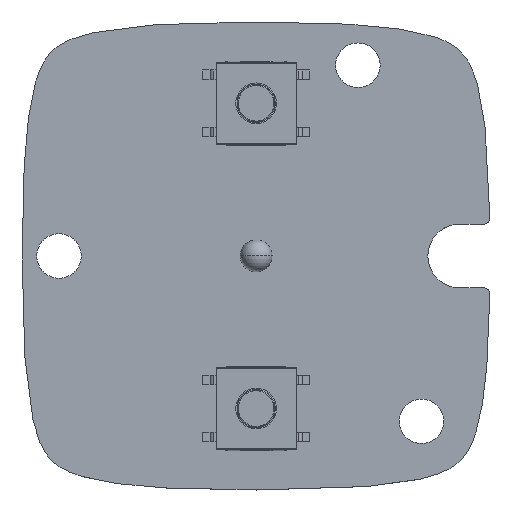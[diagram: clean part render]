
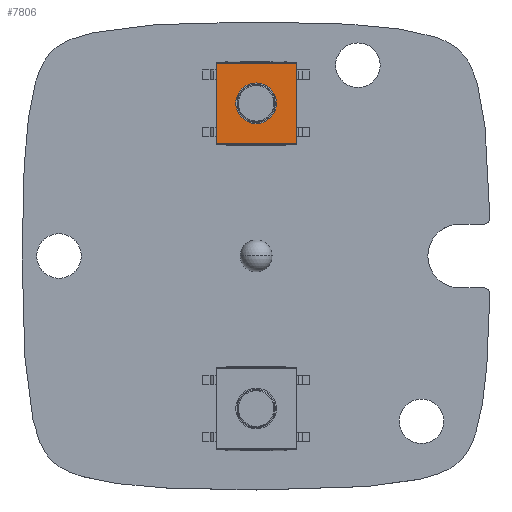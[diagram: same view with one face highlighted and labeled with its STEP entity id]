
A CAD part, top view. The second image highlights one B-rep face of the part: STEP entity #7806.
In plain terms, the highlighted planar face has unit normal (0, 0, 1).
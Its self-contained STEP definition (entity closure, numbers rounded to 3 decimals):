
#67 = CIRCLE ( 'NONE', #3717, 1.6 ) ;
#69 = CARTESIAN_POINT ( 'NONE',  ( 0., 12., 10.2 ) ) ;
#77 = VERTEX_POINT ( 'NONE', #8275 ) ;
#287 = AXIS2_PLACEMENT_3D ( 'NONE', #69, #8783, #6015 ) ;
#401 = VERTEX_POINT ( 'NONE', #3373 ) ;
#464 = PLANE ( 'NONE',  #3726 ) ;
#751 = ORIENTED_EDGE ( 'NONE', *, *, #6870, .F. ) ;
#1344 = EDGE_LOOP ( 'NONE', ( #4103, #9018, #3801, #751 ) ) ;
#1364 = VERTEX_POINT ( 'NONE', #6863 ) ;
#1394 = DIRECTION ( 'NONE',  ( -1., 0., 0. ) ) ;
#1509 = CARTESIAN_POINT ( 'NONE',  ( 3.15, 8.85, 10.2 ) ) ;
#1568 = DIRECTION ( 'NONE',  ( 1., 0., 0. ) ) ;
#2677 = VERTEX_POINT ( 'NONE', #10099 ) ;
#2823 = ORIENTED_EDGE ( 'NONE', *, *, #7960, .T. ) ;
#2997 = LINE ( 'NONE', #3948, #9977 ) ;
#3251 = DIRECTION ( 'NONE',  ( 0., -1., 0. ) ) ;
#3373 = CARTESIAN_POINT ( 'NONE',  ( -3.15, 8.85, 10.2 ) ) ;
#3436 = CARTESIAN_POINT ( 'NONE',  ( 0., 12., 10.2 ) ) ;
#3563 = ORIENTED_EDGE ( 'NONE', *, *, #5468, .T. ) ;
#3717 = AXIS2_PLACEMENT_3D ( 'NONE', #3436, #7353, #1394 ) ;
#3726 = AXIS2_PLACEMENT_3D ( 'NONE', #4192, #11898, #3251 ) ;
#3801 = ORIENTED_EDGE ( 'NONE', *, *, #8760, .F. ) ;
#3948 = CARTESIAN_POINT ( 'NONE',  ( -3.15, 8.85, 10.2 ) ) ;
#4020 = VECTOR ( 'NONE', #9216, 1000. ) ;
#4103 = ORIENTED_EDGE ( 'NONE', *, *, #5088, .F. ) ;
#4141 = DIRECTION ( 'NONE',  ( 0., 1., 0. ) ) ;
#4192 = CARTESIAN_POINT ( 'NONE',  ( 0., 12., 10.2 ) ) ;
#4273 = VECTOR ( 'NONE', #12028, 1000. ) ;
#5088 = EDGE_CURVE ( 'NONE', #1364, #8346, #5532, .T. ) ;
#5374 = LINE ( 'NONE', #9404, #10524 ) ;
#5468 = EDGE_CURVE ( 'NONE', #2677, #5872, #67, .T. ) ;
#5532 = LINE ( 'NONE', #6294, #4273 ) ;
#5872 = VERTEX_POINT ( 'NONE', #11940 ) ;
#6015 = DIRECTION ( 'NONE',  ( 1., 0., 0. ) ) ;
#6294 = CARTESIAN_POINT ( 'NONE',  ( 3.15, 15.15, 10.2 ) ) ;
#6863 = CARTESIAN_POINT ( 'NONE',  ( 3.15, 15.15, 10.2 ) ) ;
#6870 = EDGE_CURVE ( 'NONE', #8346, #401, #10227, .T. ) ;
#7353 = DIRECTION ( 'NONE',  ( 0., 0., -1. ) ) ;
#7806 = ADVANCED_FACE ( 'NONE', ( #9935, #11159 ), #464, .T. ) ;
#7960 = EDGE_CURVE ( 'NONE', #5872, #2677, #11402, .T. ) ;
#8275 = CARTESIAN_POINT ( 'NONE',  ( -3.15, 15.15, 10.2 ) ) ;
#8346 = VERTEX_POINT ( 'NONE', #10305 ) ;
#8760 = EDGE_CURVE ( 'NONE', #401, #77, #2997, .T. ) ;
#8767 = EDGE_LOOP ( 'NONE', ( #3563, #2823 ) ) ;
#8783 = DIRECTION ( 'NONE',  ( 0., 0., -1. ) ) ;
#9018 = ORIENTED_EDGE ( 'NONE', *, *, #11307, .F. ) ;
#9216 = DIRECTION ( 'NONE',  ( -1., 0., 0. ) ) ;
#9404 = CARTESIAN_POINT ( 'NONE',  ( -3.15, 15.15, 10.2 ) ) ;
#9935 = FACE_BOUND ( 'NONE', #8767, .T. ) ;
#9977 = VECTOR ( 'NONE', #4141, 1000. ) ;
#10099 = CARTESIAN_POINT ( 'NONE',  ( -1.6, 12., 10.2 ) ) ;
#10227 = LINE ( 'NONE', #1509, #4020 ) ;
#10305 = CARTESIAN_POINT ( 'NONE',  ( 3.15, 8.85, 10.2 ) ) ;
#10524 = VECTOR ( 'NONE', #1568, 1000. ) ;
#11159 = FACE_OUTER_BOUND ( 'NONE', #1344, .T. ) ;
#11307 = EDGE_CURVE ( 'NONE', #77, #1364, #5374, .T. ) ;
#11402 = CIRCLE ( 'NONE', #287, 1.6 ) ;
#11898 = DIRECTION ( 'NONE',  ( 0., 0., 1. ) ) ;
#11940 = CARTESIAN_POINT ( 'NONE',  ( 1.6, 12., 10.2 ) ) ;
#12028 = DIRECTION ( 'NONE',  ( 0., -1., 0. ) ) ;
